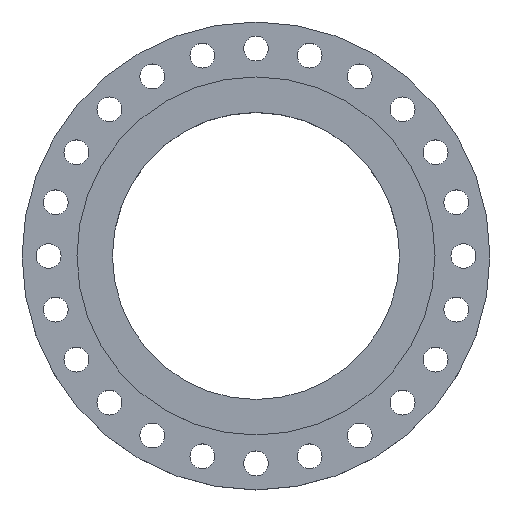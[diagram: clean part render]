
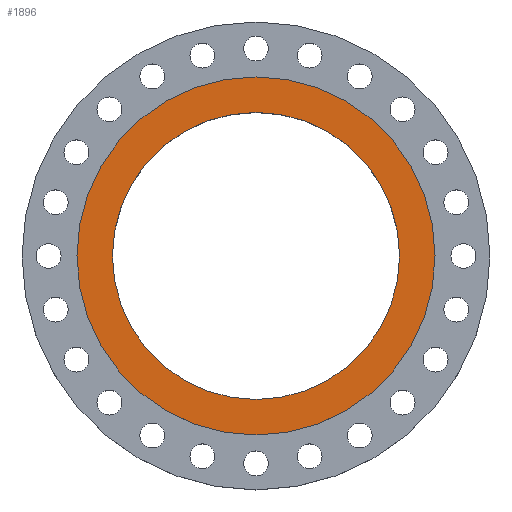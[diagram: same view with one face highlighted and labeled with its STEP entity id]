
A CAD part, top view. The second image highlights one B-rep face of the part: STEP entity #1896.
In plain terms, the highlighted planar face has unit normal (0, 0, 1).
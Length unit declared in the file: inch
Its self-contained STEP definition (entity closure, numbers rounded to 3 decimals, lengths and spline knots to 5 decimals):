
#15 = DIRECTION ( 'NONE',  ( 1., 0., 0. ) ) ;
#47 = DIRECTION ( 'NONE',  ( 0., 0., 1. ) ) ;
#65 = CARTESIAN_POINT ( 'NONE',  ( 0., 0., 0. ) ) ;
#216 = EDGE_CURVE ( 'NONE', #1672, #498, #555, .T. ) ;
#332 = PLANE ( 'NONE',  #1660 ) ;
#349 = DIRECTION ( 'NONE',  ( -1., 0., 0. ) ) ;
#392 = ORIENTED_EDGE ( 'NONE', *, *, #918, .T. ) ;
#498 = VERTEX_POINT ( 'NONE', #1240 ) ;
#553 = CARTESIAN_POINT ( 'NONE',  ( 12.625, 0., 0. ) ) ;
#555 = CIRCLE ( 'NONE', #2105, 10.125 ) ;
#575 = DIRECTION ( 'NONE',  ( 0., 0., 1. ) ) ;
#596 = CARTESIAN_POINT ( 'NONE',  ( -12.625, 0., 0. ) ) ;
#685 = FACE_BOUND ( 'NONE', #846, .T. ) ;
#772 = EDGE_CURVE ( 'NONE', #498, #1672, #1886, .T. ) ;
#796 = DIRECTION ( 'NONE',  ( 1., 0., 0. ) ) ;
#809 = ORIENTED_EDGE ( 'NONE', *, *, #1679, .T. ) ;
#846 = EDGE_LOOP ( 'NONE', ( #1568, #968 ) ) ;
#918 = EDGE_CURVE ( 'NONE', #1397, #1171, #2225, .T. ) ;
#968 = ORIENTED_EDGE ( 'NONE', *, *, #772, .F. ) ;
#1043 = DIRECTION ( 'NONE',  ( 0., 0., -1. ) ) ;
#1171 = VERTEX_POINT ( 'NONE', #596 ) ;
#1185 = DIRECTION ( 'NONE',  ( 0., 0., 1. ) ) ;
#1221 = FACE_OUTER_BOUND ( 'NONE', #1827, .T. ) ;
#1240 = CARTESIAN_POINT ( 'NONE',  ( -10.125, 0., 0. ) ) ;
#1369 = DIRECTION ( 'NONE',  ( 0., 0., 1. ) ) ;
#1397 = VERTEX_POINT ( 'NONE', #553 ) ;
#1568 = ORIENTED_EDGE ( 'NONE', *, *, #216, .F. ) ;
#1624 = CARTESIAN_POINT ( 'NONE',  ( 0., 0., 0. ) ) ;
#1660 = AXIS2_PLACEMENT_3D ( 'NONE', #1971, #1043, #349 ) ;
#1672 = VERTEX_POINT ( 'NONE', #2023 ) ;
#1679 = EDGE_CURVE ( 'NONE', #1171, #1397, #1814, .T. ) ;
#1814 = CIRCLE ( 'NONE', #2111, 12.625 ) ;
#1827 = EDGE_LOOP ( 'NONE', ( #392, #809 ) ) ;
#1868 = DIRECTION ( 'NONE',  ( 1., 0., 0. ) ) ;
#1886 = CIRCLE ( 'NONE', #2334, 10.125 ) ;
#1896 = ADVANCED_FACE ( 'NONE', ( #685, #1221 ), #332, .F. ) ;
#1971 = CARTESIAN_POINT ( 'NONE',  ( 0., 10.125, 0. ) ) ;
#2023 = CARTESIAN_POINT ( 'NONE',  ( 10.125, 0., 0. ) ) ;
#2048 = DIRECTION ( 'NONE',  ( 1., 0., 0. ) ) ;
#2105 = AXIS2_PLACEMENT_3D ( 'NONE', #2114, #1369, #1868 ) ;
#2111 = AXIS2_PLACEMENT_3D ( 'NONE', #1624, #575, #15 ) ;
#2114 = CARTESIAN_POINT ( 'NONE',  ( 0., 0., 0. ) ) ;
#2216 = CARTESIAN_POINT ( 'NONE',  ( 0., 0., 0. ) ) ;
#2225 = CIRCLE ( 'NONE', #2262, 12.625 ) ;
#2262 = AXIS2_PLACEMENT_3D ( 'NONE', #65, #1185, #796 ) ;
#2334 = AXIS2_PLACEMENT_3D ( 'NONE', #2216, #47, #2048 ) ;
